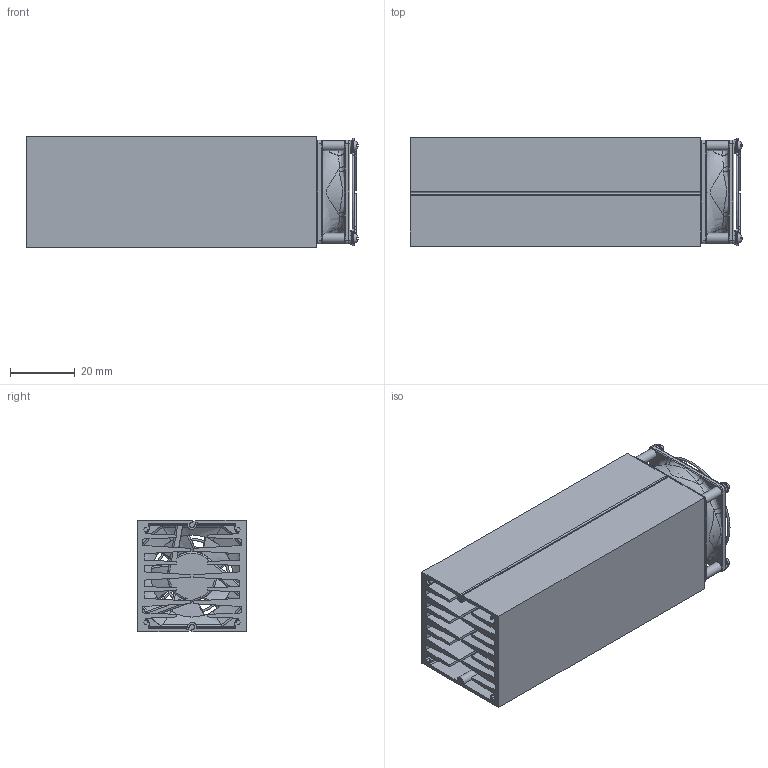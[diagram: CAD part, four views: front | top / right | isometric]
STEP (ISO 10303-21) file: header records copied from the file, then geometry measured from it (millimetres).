
FILE_DESCRIPTION(/* description */ (''),/* implementation_level */ '2;1');
FILE_NAME(/* name */ 'heatsink_assembled_v2_x0.4.step',/* time_stamp */ '2019-05-07T11:38:57+01:00',/* author */ ('chrisjsutton'),/* organization */ (''),/* preprocessor_version */ 'ST-DEVELOPER v18',/* originating_system */ 'Autodesk Translation Framework v8.2.0.1029',/* authorisation */ '');
FILE_SCHEMA (('AUTOMOTIVE_DESIGN { 1 0 10303 214 3 1 1 }'));
Length unit declared in the file: millimetre
Products named in the file (7): heatsink_assembled; User Library-HH8530 heatsink assembled_HH8530 heatsink; User Library-HH8530 heatsink assembled_OM-MD825BL-12 (MD Series), FG8
D (Finger Guard); User Library-HH8530 heatsink assembled_OM-MD825BL-12 (MD Series), FG8
D (Finger Guard)_MD-E023; User Library-HH8530 heatsink assembled_OM-MD825BL-12 (MD Series), FG8
D (Finger Guard)_Finger Guards_FG8D; User Library-HH8530 heatsink assembled_OM-MD825BL-12 (MD Series), FG8
D (Finger Guard)_Washer_E023; User Library-HH8530 heatsink assembled_OM-MD825BL-12 (MD Series), FG8
D (Finger Guard)_Screw_E023
Assembly tree (13 placements, depth 3):
  heatsink_assembled
    User Library-HH8530 heatsink assembled_HH8530 heatsink  x2
    User Library-HH8530 heatsink assembled_OM-MD825BL-12 (MD Series), FG8
D (Finger Guard)
      User Library-HH8530 heatsink assembled_OM-MD825BL-12 (MD Series), FG8
D (Finger Guard)_MD-E023
      User Library-HH8530 heatsink assembled_OM-MD825BL-12 (MD Series), FG8
D (Finger Guard)_Finger Guards_FG8D
      User Library-HH8530 heatsink assembled_OM-MD825BL-12 (MD Series), FG8
D (Finger Guard)_Washer_E023  x4
      User Library-HH8530 heatsink assembled_OM-MD825BL-12 (MD Series), FG8
D (Finger Guard)_Screw_E023  x4
Bounding box: 102.69 x 33.6 x 34.53 mm (x, y, z)
Volume: 45438.7 mm3; surface area: 63136 mm2
Topology: 22 solids, 22 shells, 529 faces, 1481 edges, 980 vertices
Faces by surface type: plane 189, cylinder 129, bspline 116, torus 67, cone 24, sphere 4
Full cylindrical faces by diameter (mm): 0.64 x24, 1.717 x8, 1.778 x4, 3.048 x4, 3.556 x4, 8 x1, 15.138 x1, 15.24 x1, 25.4 x1, 31.191 x1
Entity records: 30604 total; most frequent: CARTESIAN_POINT 20168, ORIENTED_EDGE 2260, DIRECTION 1978, EDGE_CURVE 1130, AXIS2_PLACEMENT_3D 823, VERTEX_POINT 740, CIRCLE 504, EDGE_LOOP 426
